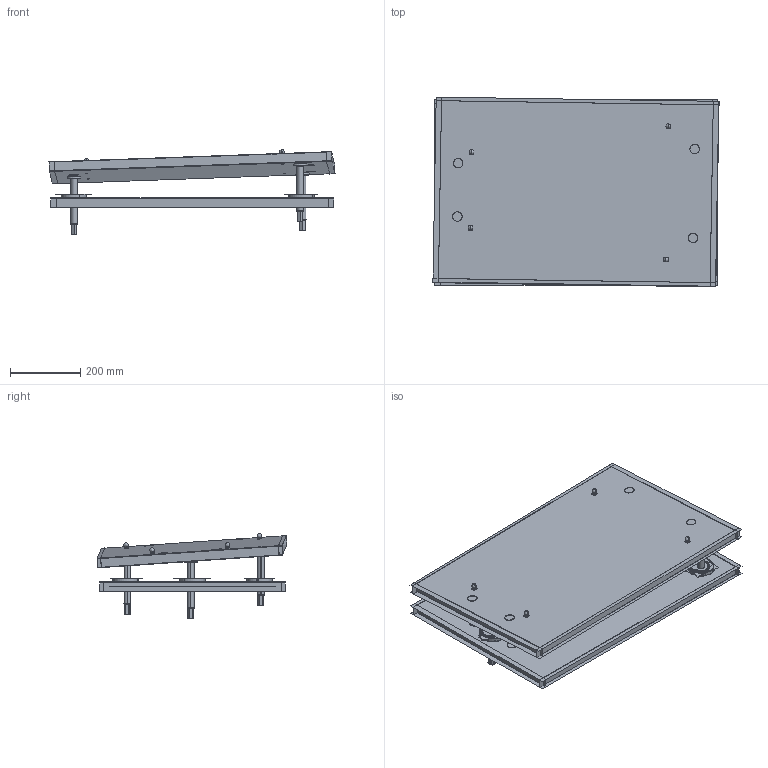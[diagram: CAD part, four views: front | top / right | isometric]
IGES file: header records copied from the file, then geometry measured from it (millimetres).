
Start section:  PTC IGES file: se1851-180_asm.igs
Global section: file name: se1851-180_asm.igs; native system: Pro/ENGINEER by Parametric Technology Corporation; preprocessor: 2006200; author: tbrown; organization: Unknown; date: 20061019.144741; units: inch
Bounding box: 815.18 x 540.81 x 241.66 mm (x, y, z)
Volume: 20241187.4 mm3; surface area: 8939267.4 mm2
Topology: 24 solids, 21 shells, 1456 faces, 7962 edges, 10526 vertices
Faces by surface type: revolution 1234, bspline 222
